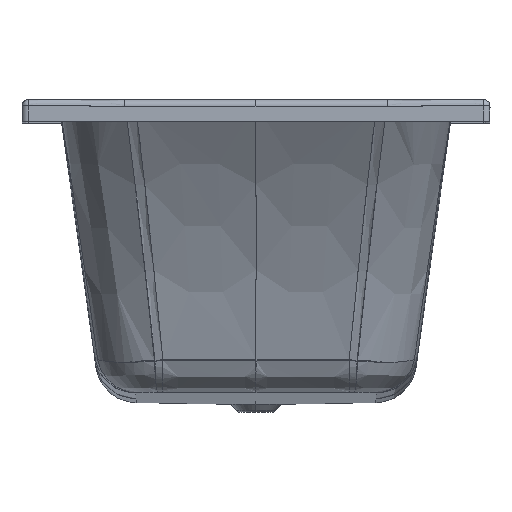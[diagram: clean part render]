
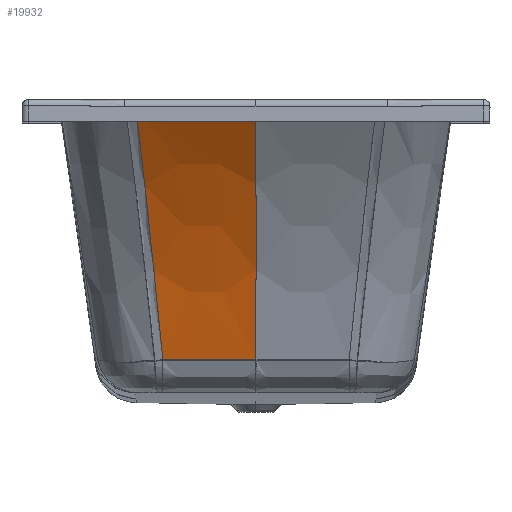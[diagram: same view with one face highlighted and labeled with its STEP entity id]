
A CAD part, top view. The second image highlights one B-rep face of the part: STEP entity #19932.
In plain terms, the highlighted free-form (B-spline) face has degree [3, 3] with [7, 4] control points.
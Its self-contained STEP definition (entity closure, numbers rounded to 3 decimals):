
#4054=CARTESIAN_POINT('',(-193.04,-8.863,
788.112));
#4055=CARTESIAN_POINT('',(-170.978,-8.863,
788.1));
#4056=CARTESIAN_POINT('',(-127.263,-8.864,
788.08));
#4057=CARTESIAN_POINT('',(-62.918,-8.865,
788.061));
#4058=CARTESIAN_POINT('',(-20.836,-8.865,
788.057));
#4059=CARTESIAN_POINT('',(0.,-8.865,788.057));
#5744=CARTESIAN_POINT('',(0.,-8.865,788.057));
#5745=CARTESIAN_POINT('',(0.,-38.858,765.038));
#5746=CARTESIAN_POINT('',(0.,-101.449,
722.144));
#5747=CARTESIAN_POINT('',(0.,-201.786,
668.243));
#5748=CARTESIAN_POINT('',(0.,-307.465,
625.429));
#5749=CARTESIAN_POINT('',(0.,-380.573,
604.651));
#5750=CARTESIAN_POINT('',(0.,-417.566,
596.265));
#5752=CARTESIAN_POINT('',(0.,-417.566,
596.265));
#5753=CARTESIAN_POINT('',(-11.984,-417.566,
596.265));
#5754=CARTESIAN_POINT('',(-35.942,-417.585,
596.297));
#5755=CARTESIAN_POINT('',(-72.337,-417.669,
596.442));
#5756=CARTESIAN_POINT('',(-107.722,-417.797,
596.665));
#5757=CARTESIAN_POINT('',(-134.96,-417.93,
596.898));
#5758=CARTESIAN_POINT('',(-149.13,-418.009,
597.038));
#5760=CARTESIAN_POINT('',(-149.13,-418.009,
597.038));
#5761=CARTESIAN_POINT('',(-152.772,-381.126,
605.834));
#5762=CARTESIAN_POINT('',(-160.091,-308.216,
627.186));
#5763=CARTESIAN_POINT('',(-171.075,-202.613,
670.152));
#5764=CARTESIAN_POINT('',(-182.037,-102.086,
723.505));
#5765=CARTESIAN_POINT('',(-189.365,-39.113,
765.599));
#5766=CARTESIAN_POINT('',(-193.04,-8.863,
788.112));
#6808=CARTESIAN_POINT('',(-193.04,-8.863,
788.112));
#6810=VERTEX_POINT('',#6808);
#6937=VERTEX_POINT('',#5744);
#6938=VERTEX_POINT('',#5750);
#6971=VERTEX_POINT('',#5760);
#19896=CARTESIAN_POINT('',(-195.423,-5.171,
790.871));
#19897=CARTESIAN_POINT('',(-129.637,-5.226,
790.851));
#19898=CARTESIAN_POINT('',(-63.851,-5.257,
790.839));
#19899=CARTESIAN_POINT('',(1.935,-5.257,
790.839));
#19900=CARTESIAN_POINT('',(-191.559,-36.56,
767.323));
#19901=CARTESIAN_POINT('',(-127.072,-36.426,
766.964));
#19902=CARTESIAN_POINT('',(-62.587,-36.348,
766.757));
#19903=CARTESIAN_POINT('',(1.897,-36.35,
766.761));
#19904=CARTESIAN_POINT('',(-184.007,-100.737,
724.253));
#19905=CARTESIAN_POINT('',(-122.064,-100.336,
723.366));
#19906=CARTESIAN_POINT('',(-60.121,-100.105,
722.853));
#19907=CARTESIAN_POINT('',(1.822,-100.109,
722.864));
#19908=CARTESIAN_POINT('',(-172.786,-202.629,
670.189));
#19909=CARTESIAN_POINT('',(-114.624,-202.09,
668.945));
#19910=CARTESIAN_POINT('',(-56.46,-201.78,
668.228));
#19911=CARTESIAN_POINT('',(1.711,-201.786,
668.243));
#19912=CARTESIAN_POINT('',(-161.543,-309.637,
626.647));
#19913=CARTESIAN_POINT('',(-107.166,-309.167,
625.497));
#19914=CARTESIAN_POINT('',(-52.786,-308.897,
624.834));
#19915=CARTESIAN_POINT('',(1.6,-308.902,
624.847));
#19916=CARTESIAN_POINT('',(-154.005,-384.051,
605.005));
#19917=CARTESIAN_POINT('',(-102.161,-383.736,
604.239));
#19918=CARTESIAN_POINT('',(-50.318,-383.555,
603.797));
#19919=CARTESIAN_POINT('',(1.525,-383.558,
603.806));
#19920=CARTESIAN_POINT('',(-150.18,-422.44,
596.006));
#19921=CARTESIAN_POINT('',(-99.623,-422.222,
595.522));
#19922=CARTESIAN_POINT('',(-49.068,-422.097,
595.242));
#19923=CARTESIAN_POINT('',(1.487,-422.099,
595.248));
#19924=B_SPLINE_SURFACE_WITH_KNOTS('',3,3,((#19896,#19897,#19898,#19899),
(#19900,#19901,#19902,#19903),(#19904,#19905,#19906,#19907),(#19908,#19909,
#19910,#19911),(#19912,#19913,#19914,#19915),(#19916,#19917,#19918,#19919),(
#19920,#19921,#19922,#19923)),.UNSPECIFIED.,.F.,.F.,.F.,(4,1,1,1,4),(4,4),(
-0.003,0.222,0.44,0.658,
0.885),(0.814,1.002),.UNSPECIFIED.);
#19926=ORIENTED_EDGE('',*,*,#19925,.T.);
#19927=ORIENTED_EDGE('',*,*,#19623,.T.);
#19928=ORIENTED_EDGE('',*,*,#19890,.T.);
#19929=ORIENTED_EDGE('',*,*,#16831,.T.);
#19930=EDGE_LOOP('',(#19926,#19927,#19928,#19929));
#19931=FACE_OUTER_BOUND('',#19930,.F.);
#19932=ADVANCED_FACE('',(#19931),#19924,.T.);
#4060=B_SPLINE_CURVE_WITH_KNOTS('',3,(#4054,#4055,#4056,#4057,#4058,#4059),
.UNSPECIFIED.,.F.,.F.,(4,1,1,4),(0.,0.333,0.667,1.),
.UNSPECIFIED.);
#5751=B_SPLINE_CURVE_WITH_KNOTS('',3,(#5744,#5745,#5746,#5747,#5748,#5749,
#5750),.UNSPECIFIED.,.F.,.F.,(4,1,1,1,4),(0.,0.249,
0.5,0.75,1.),.UNSPECIFIED.);
#5759=B_SPLINE_CURVE_WITH_KNOTS('',3,(#5752,#5753,#5754,#5755,#5756,#5757,
#5758),.UNSPECIFIED.,.F.,.F.,(4,1,1,1,4),(0.,0.25,0.5,0.75,1.),
.UNSPECIFIED.);
#5767=B_SPLINE_CURVE_WITH_KNOTS('',3,(#5760,#5761,#5762,#5763,#5764,#5765,
#5766),.UNSPECIFIED.,.F.,.F.,(4,1,1,1,4),(0.,0.25,
0.501,0.751,1.),.UNSPECIFIED.);
#16831=EDGE_CURVE('',#6810,#6937,#4060,.T.);
#19623=EDGE_CURVE('',#6938,#6971,#5759,.T.);
#19890=EDGE_CURVE('',#6971,#6810,#5767,.T.);
#19925=EDGE_CURVE('',#6937,#6938,#5751,.T.);
